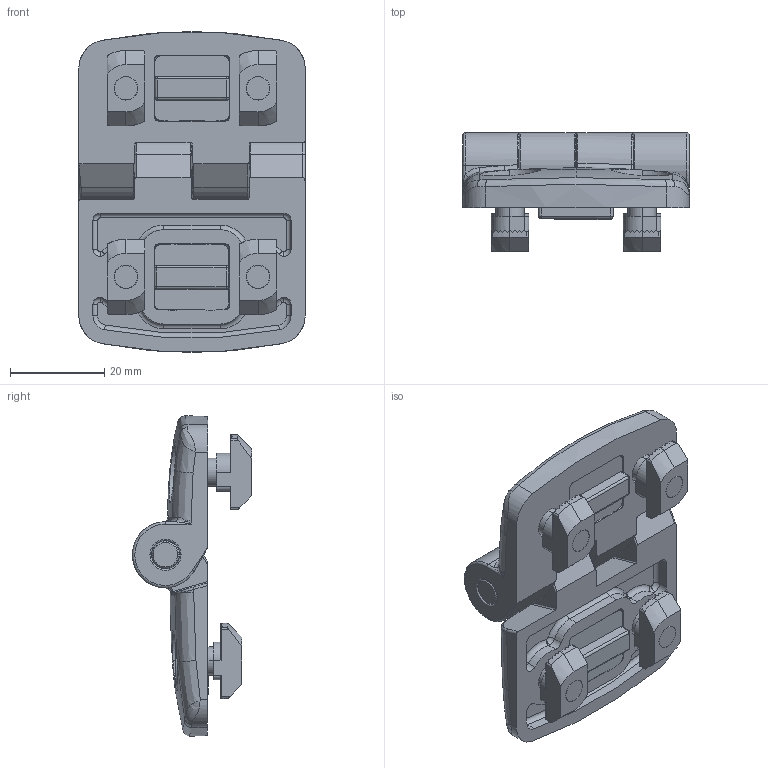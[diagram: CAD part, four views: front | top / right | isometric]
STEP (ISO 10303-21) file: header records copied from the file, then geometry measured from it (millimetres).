
FILE_DESCRIPTION (( 'STEP AP203' ), '1' );
FILE_NAME ('402535641_c_1.STEP', '2022-10-18T01:30:32', ( '' ), ( '' ), 'SwSTEP 2.0', 'SolidWorks 2014', '' );
FILE_SCHEMA (( 'CONFIG_CONTROL_DESIGN' ));
Length unit declared in the file: millimetre
Products named in the file (1): 402535641_c_1
Bounding box: 48 x 25.25 x 68 mm (x, y, z)
Volume: 26025.7 mm3; surface area: 18429.6 mm2
Topology: 13 solids, 13 shells, 1144 faces, 2953 edges, 1808 vertices
Faces by surface type: plane 483, cylinder 358, torus 111, cone 91, bspline 82, sphere 19
Entity records: 41723 total; most frequent: CARTESIAN_POINT 15454, ORIENTED_EDGE 5810, DIRECTION 5134, EDGE_CURVE 2905, AXIS2_PLACEMENT_3D 1898, VERTEX_POINT 1798, LINE 1338, VECTOR 1338
